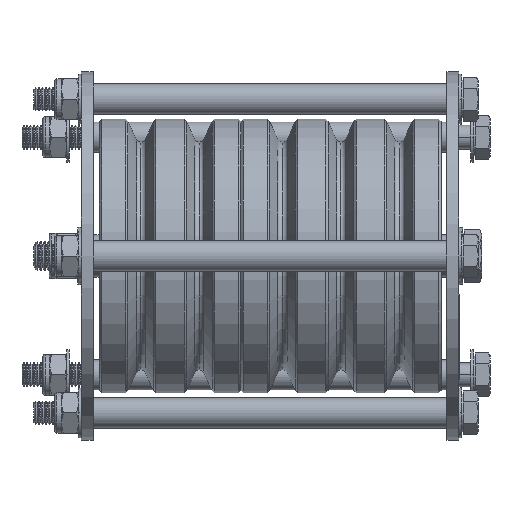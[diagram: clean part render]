
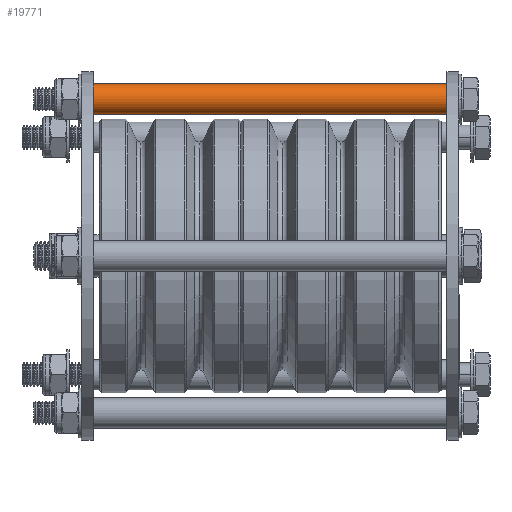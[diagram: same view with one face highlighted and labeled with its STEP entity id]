
A CAD part, front view. The second image highlights one B-rep face of the part: STEP entity #19771.
In plain terms, the highlighted cylindrical face has radius 6.35 mm (diameter 12.7 mm), a partial arc.
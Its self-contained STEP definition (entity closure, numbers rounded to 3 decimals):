
#230 = VERTEX_POINT ( 'NONE', #40891 ) ;
#415 = ORIENTED_EDGE ( 'NONE', *, *, #29163, .T. ) ;
#443 = CARTESIAN_POINT ( 'NONE',  ( -6.35, 0., 74.5 ) ) ;
#4074 = EDGE_CURVE ( 'NONE', #69591, #30017, #70062, .T. ) ;
#5178 = DIRECTION ( 'NONE',  ( -1., 0., 0. ) ) ;
#6060 = CARTESIAN_POINT ( 'NONE',  ( -6.35, 0., -74.5 ) ) ;
#11324 = DIRECTION ( 'NONE',  ( 0., 0., -1. ) ) ;
#11453 = CARTESIAN_POINT ( 'NONE',  ( 0., 0., 74.5 ) ) ;
#16601 = ORIENTED_EDGE ( 'NONE', *, *, #24827, .F. ) ;
#19771 = ADVANCED_FACE ( 'NONE', ( #49242 ), #73201, .T. ) ;
#21481 = AXIS2_PLACEMENT_3D ( 'NONE', #35976, #52428, #5178 ) ;
#23045 = LINE ( 'NONE', #35175, #35981 ) ;
#24827 = EDGE_CURVE ( 'NONE', #30017, #36371, #74498, .T. ) ;
#26048 = ORIENTED_EDGE ( 'NONE', *, *, #4074, .F. ) ;
#29163 = EDGE_CURVE ( 'NONE', #69591, #230, #23045, .T. ) ;
#29372 = DIRECTION ( 'NONE',  ( 1., 0., 0. ) ) ;
#30017 = VERTEX_POINT ( 'NONE', #443 ) ;
#35175 = CARTESIAN_POINT ( 'NONE',  ( 6.35, 0., 74.5 ) ) ;
#35806 = CIRCLE ( 'NONE', #71057, 6.35 ) ;
#35976 = CARTESIAN_POINT ( 'NONE',  ( 0., 0., 74.5 ) ) ;
#35981 = VECTOR ( 'NONE', #11324, 1000. ) ;
#36371 = VERTEX_POINT ( 'NONE', #6060 ) ;
#40891 = CARTESIAN_POINT ( 'NONE',  ( 6.35, 0., -74.5 ) ) ;
#49242 = FACE_OUTER_BOUND ( 'NONE', #70575, .T. ) ;
#50718 = DIRECTION ( 'NONE',  ( 0., 0., 1. ) ) ;
#52428 = DIRECTION ( 'NONE',  ( 0., 0., -1. ) ) ;
#54635 = EDGE_CURVE ( 'NONE', #230, #36371, #35806, .T. ) ;
#58250 = DIRECTION ( 'NONE',  ( 0., 0., -1. ) ) ;
#58436 = DIRECTION ( 'NONE',  ( 0., 0., 1. ) ) ;
#60936 = AXIS2_PLACEMENT_3D ( 'NONE', #11453, #58436, #29372 ) ;
#63487 = ORIENTED_EDGE ( 'NONE', *, *, #54635, .T. ) ;
#64466 = CARTESIAN_POINT ( 'NONE',  ( -6.35, 0., 74.5 ) ) ;
#65362 = VECTOR ( 'NONE', #58250, 1000. ) ;
#69504 = CARTESIAN_POINT ( 'NONE',  ( 6.35, 0., 74.5 ) ) ;
#69591 = VERTEX_POINT ( 'NONE', #69504 ) ;
#70062 = CIRCLE ( 'NONE', #60936, 6.35 ) ;
#70575 = EDGE_LOOP ( 'NONE', ( #26048, #415, #63487, #16601 ) ) ;
#71057 = AXIS2_PLACEMENT_3D ( 'NONE', #74410, #50718, #74908 ) ;
#73201 = CYLINDRICAL_SURFACE ( 'NONE', #21481, 6.35 ) ;
#74410 = CARTESIAN_POINT ( 'NONE',  ( 0., 0., -74.5 ) ) ;
#74498 = LINE ( 'NONE', #64466, #65362 ) ;
#74908 = DIRECTION ( 'NONE',  ( 1., 0., 0. ) ) ;
